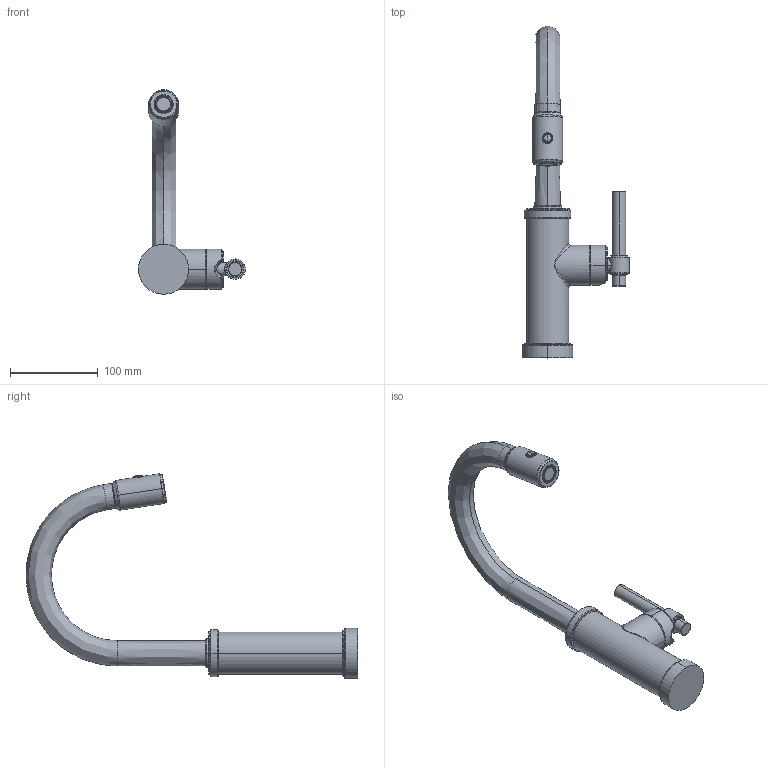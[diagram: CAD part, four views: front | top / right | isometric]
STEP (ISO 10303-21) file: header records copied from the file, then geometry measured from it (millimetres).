
FILE_DESCRIPTION((''),'2;1');
FILE_NAME('3180-5223_','2021-08-12T11:59:54',('rsmith'),(''),'CREO PARAMETRIC BY PTC INC, 2018400','CREO PARAMETRIC BY PTC INC, 2018400','');
FILE_SCHEMA(('AUTOMOTIVE_DESIGN { 1 0 10303 214 1 1 1 1 }'));
Length unit declared in the file: inch
Products named in the file (1): 3180-5223_
Bounding box: 121.69 x 378.2 x 233.1 mm (x, y, z)
Volume: 728352.1 mm3; surface area: 92490.1 mm2
Topology: 2 solids, 2 shells, 405 faces, 928 edges, 569 vertices
Faces by surface type: cylinder 132, plane 103, torus 77, bspline 44, cone 36, sphere 13
Entity records: 20904 total; most frequent: CARTESIAN_POINT 6262, DIRECTION 1886, ORIENTED_EDGE 1852, PRESENTATION_STYLE_ASSIGNMENT 1250, STYLED_ITEM 928, CURVE_STYLE 926, EDGE_CURVE 926, AXIS2_PLACEMENT_3D 827
